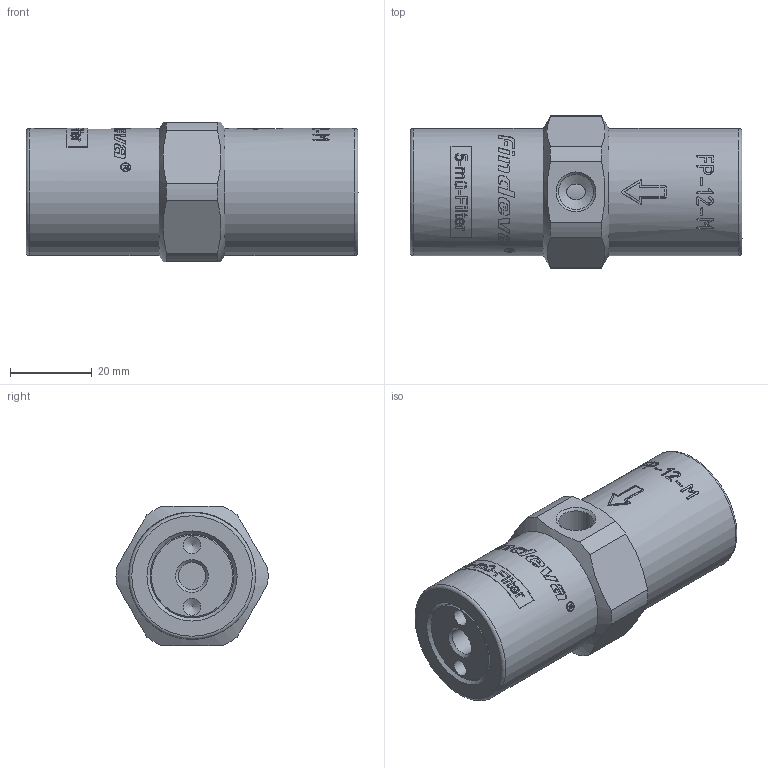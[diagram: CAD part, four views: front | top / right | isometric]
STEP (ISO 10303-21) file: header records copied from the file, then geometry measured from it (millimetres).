
FILE_DESCRIPTION((''),'2;1');
FILE_NAME('9012-20-M.stp','2012-04-02T23:10:23',('Petr'),(''),'Autodesk Inventor 2011','Autodesk Inventor 2011','');
FILE_SCHEMA(('CONFIG_CONTROL_DESIGN'));
Length unit declared in the file: millimetre
Products named in the file (1): 9012-20-M
Bounding box: 81 x 37.09 x 34 mm (x, y, z)
Volume: 62176.8 mm3; surface area: 11139.6 mm2
Topology: 1 solids, 1 shells, 441 faces, 1174 edges, 780 vertices
Faces by surface type: bspline 193, plane 176, cylinder 56, cone 14, torus 2
Full cylindrical faces by diameter (mm): 4.2 x4, 6.647 x1, 8.566 x2, 31 x2
Entity records: 46121 total; most frequent: CARTESIAN_POINT 36463, ORIENTED_EDGE 2274, DIRECTION 1241, EDGE_CURVE 1137, VERTEX_POINT 768, B_SPLINE_CURVE_WITH_KNOTS 535, EDGE_LOOP 511, FACE_OUTER_BOUND 441
